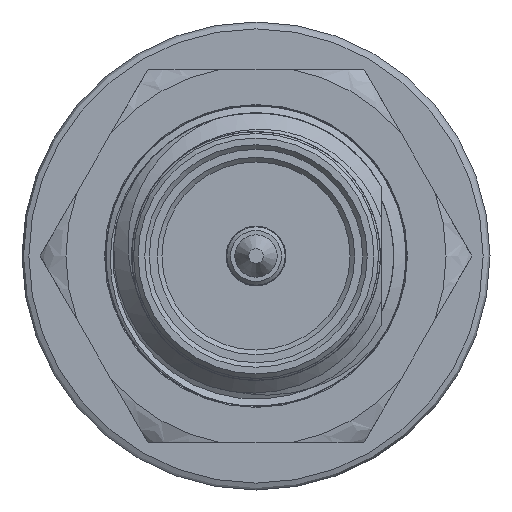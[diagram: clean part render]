
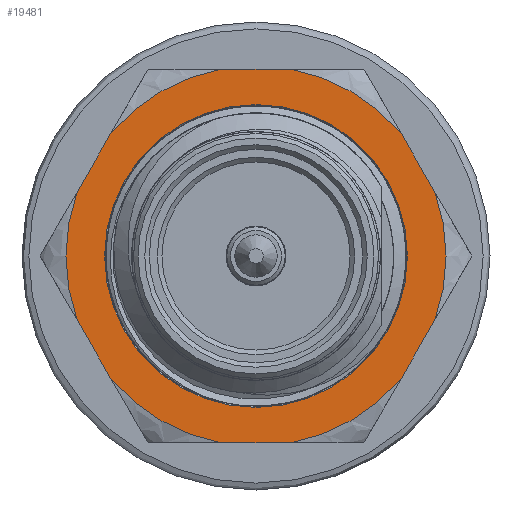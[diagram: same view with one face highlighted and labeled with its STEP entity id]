
A CAD part, front view. The second image highlights one B-rep face of the part: STEP entity #19481.
In plain terms, the highlighted planar face has unit normal (0, -1, 0).
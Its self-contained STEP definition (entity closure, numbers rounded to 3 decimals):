
#702=LINE('',#37636,#1959);
#703=LINE('',#37640,#1960);
#704=LINE('',#37644,#1961);
#705=LINE('',#37648,#1962);
#706=LINE('',#37652,#1963);
#707=LINE('',#37656,#1964);
#1959=VECTOR('',#24132,1000.);
#1960=VECTOR('',#24135,1000.);
#1961=VECTOR('',#24138,1000.);
#1962=VECTOR('',#24141,1000.);
#1963=VECTOR('',#24144,1000.);
#1964=VECTOR('',#24147,1000.);
#3681=PLANE('',#21138);
#4701=ORIENTED_EDGE('',*,*,#10318,.T.);
#4702=ORIENTED_EDGE('',*,*,#10319,.F.);
#4703=ORIENTED_EDGE('',*,*,#10320,.T.);
#4704=ORIENTED_EDGE('',*,*,#10321,.F.);
#4705=ORIENTED_EDGE('',*,*,#10322,.T.);
#4706=ORIENTED_EDGE('',*,*,#10323,.F.);
#4707=ORIENTED_EDGE('',*,*,#10324,.T.);
#4708=ORIENTED_EDGE('',*,*,#10325,.F.);
#4709=ORIENTED_EDGE('',*,*,#10326,.T.);
#4710=ORIENTED_EDGE('',*,*,#10327,.F.);
#4711=ORIENTED_EDGE('',*,*,#10328,.T.);
#4712=ORIENTED_EDGE('',*,*,#10329,.F.);
#4713=ORIENTED_EDGE('',*,*,#10330,.T.);
#10318=EDGE_CURVE('',#13213,#13213,#14869,.F.);
#10319=EDGE_CURVE('',#13214,#13215,#14870,.F.);
#10320=EDGE_CURVE('',#13214,#13216,#702,.T.);
#10321=EDGE_CURVE('',#13217,#13216,#14871,.F.);
#10322=EDGE_CURVE('',#13217,#13218,#703,.T.);
#10323=EDGE_CURVE('',#13219,#13218,#14872,.F.);
#10324=EDGE_CURVE('',#13219,#13220,#704,.T.);
#10325=EDGE_CURVE('',#13221,#13220,#14873,.F.);
#10326=EDGE_CURVE('',#13221,#13222,#705,.T.);
#10327=EDGE_CURVE('',#13223,#13222,#14874,.F.);
#10328=EDGE_CURVE('',#13223,#13224,#706,.T.);
#10329=EDGE_CURVE('',#13225,#13224,#14875,.F.);
#10330=EDGE_CURVE('',#13225,#13215,#707,.T.);
#13213=VERTEX_POINT('',#37632);
#13214=VERTEX_POINT('',#37634);
#13215=VERTEX_POINT('',#37635);
#13216=VERTEX_POINT('',#37637);
#13217=VERTEX_POINT('',#37639);
#13218=VERTEX_POINT('',#37641);
#13219=VERTEX_POINT('',#37643);
#13220=VERTEX_POINT('',#37645);
#13221=VERTEX_POINT('',#37647);
#13222=VERTEX_POINT('',#37649);
#13223=VERTEX_POINT('',#37651);
#13224=VERTEX_POINT('',#37653);
#13225=VERTEX_POINT('',#37655);
#14869=CIRCLE('',#21139,3.3);
#14870=CIRCLE('',#21140,4.142);
#14871=CIRCLE('',#21141,4.142);
#14872=CIRCLE('',#21142,4.142);
#14873=CIRCLE('',#21143,4.142);
#14874=CIRCLE('',#21144,4.142);
#14875=CIRCLE('',#21145,4.142);
#16186=EDGE_LOOP('',(#4701));
#16187=EDGE_LOOP('',(#4702,#4703,#4704,#4705,#4706,#4707,#4708,#4709,#4710,
#4711,#4712,#4713));
#17621=FACE_BOUND('',#16186,.T.);
#17622=FACE_BOUND('',#16187,.T.);
#19481=ADVANCED_FACE('',(#17621,#17622),#3681,.T.);
#21138=AXIS2_PLACEMENT_3D('',#37630,#24126,#24127);
#21139=AXIS2_PLACEMENT_3D('',#37631,#24128,#24129);
#21140=AXIS2_PLACEMENT_3D('',#37633,#24130,#24131);
#21141=AXIS2_PLACEMENT_3D('',#37638,#24133,#24134);
#21142=AXIS2_PLACEMENT_3D('',#37642,#24136,#24137);
#21143=AXIS2_PLACEMENT_3D('',#37646,#24139,#24140);
#21144=AXIS2_PLACEMENT_3D('',#37650,#24142,#24143);
#21145=AXIS2_PLACEMENT_3D('',#37654,#24145,#24146);
#24126=DIRECTION('',(0.,-1.,0.));
#24127=DIRECTION('',(0.,0.,-1.));
#24128=DIRECTION('',(0.,-1.,0.));
#24129=DIRECTION('',(0.,0.,-1.));
#24130=DIRECTION('',(0.,-1.,0.));
#24131=DIRECTION('',(0.,0.,-1.));
#24132=DIRECTION('',(1.,0.,0.));
#24133=DIRECTION('',(0.,-1.,0.));
#24134=DIRECTION('',(0.,0.,-1.));
#24135=DIRECTION('',(0.5,0.,0.866));
#24136=DIRECTION('',(0.,-1.,0.));
#24137=DIRECTION('',(0.,0.,-1.));
#24138=DIRECTION('',(-0.5,0.,0.866));
#24139=DIRECTION('',(0.,-1.,0.));
#24140=DIRECTION('',(0.,0.,-1.));
#24141=DIRECTION('',(-1.,0.,0.));
#24142=DIRECTION('',(0.,-1.,0.));
#24143=DIRECTION('',(0.,0.,-1.));
#24144=DIRECTION('',(-0.5,0.,-0.866));
#24145=DIRECTION('',(0.,-1.,0.));
#24146=DIRECTION('',(0.,0.,-1.));
#24147=DIRECTION('',(0.5,0.,-0.866));
#37630=CARTESIAN_POINT('',(0.,-1.,0.));
#37631=CARTESIAN_POINT('',(0.,-1.,0.));
#37632=CARTESIAN_POINT('',(0.,-1.,-3.3));
#37633=CARTESIAN_POINT('',(0.,-1.,0.));
#37634=CARTESIAN_POINT('',(-0.744,-1.,-4.075));
#37635=CARTESIAN_POINT('',(-3.157,-1.,-2.682));
#37636=CARTESIAN_POINT('',(-2.353,-1.,-4.075));
#37637=CARTESIAN_POINT('',(0.744,-1.,-4.075));
#37638=CARTESIAN_POINT('',(0.,-1.,0.));
#37639=CARTESIAN_POINT('',(3.157,-1.,-2.682));
#37640=CARTESIAN_POINT('',(2.353,-1.,-4.075));
#37641=CARTESIAN_POINT('',(3.901,-1.,-1.393));
#37642=CARTESIAN_POINT('',(0.,-1.,0.));
#37643=CARTESIAN_POINT('',(3.901,-1.,1.393));
#37644=CARTESIAN_POINT('',(4.705,-1.,0.));
#37645=CARTESIAN_POINT('',(3.157,-1.,2.682));
#37646=CARTESIAN_POINT('',(0.,-1.,0.));
#37647=CARTESIAN_POINT('',(0.744,-1.,4.075));
#37648=CARTESIAN_POINT('',(2.353,-1.,4.075));
#37649=CARTESIAN_POINT('',(-0.744,-1.,4.075));
#37650=CARTESIAN_POINT('',(0.,-1.,0.));
#37651=CARTESIAN_POINT('',(-3.157,-1.,2.682));
#37652=CARTESIAN_POINT('',(-2.353,-1.,4.075));
#37653=CARTESIAN_POINT('',(-3.901,-1.,1.393));
#37654=CARTESIAN_POINT('',(0.,-1.,0.));
#37655=CARTESIAN_POINT('',(-3.901,-1.,-1.393));
#37656=CARTESIAN_POINT('',(-4.705,-1.,0.));
